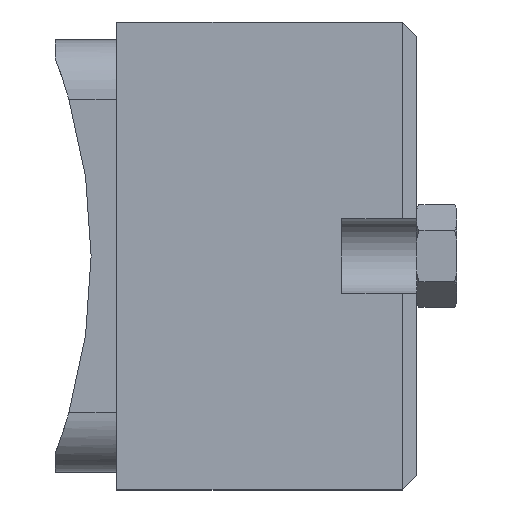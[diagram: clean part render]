
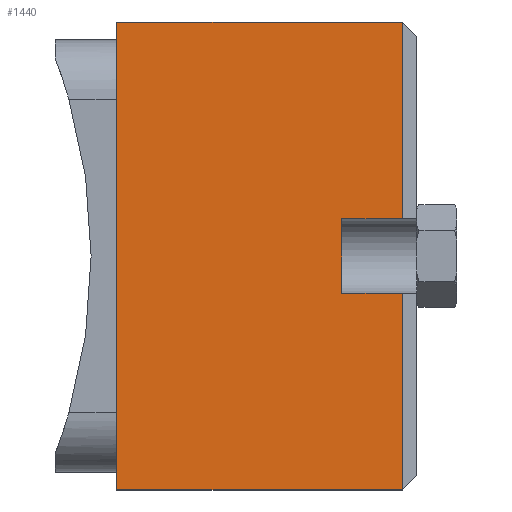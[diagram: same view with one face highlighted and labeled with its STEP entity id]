
A CAD part, left-side view. The second image highlights one B-rep face of the part: STEP entity #1440.
In plain terms, the highlighted face is planar.
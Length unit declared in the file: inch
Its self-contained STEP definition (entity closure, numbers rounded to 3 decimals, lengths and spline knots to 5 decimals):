
#24 = ORIENTED_EDGE ( 'NONE', *, *, #1911, .T. ) ;
#132 = CARTESIAN_POINT ( 'NONE',  ( 0.9845, 0.7, 0.0785 ) ) ;
#193 = ORIENTED_EDGE ( 'NONE', *, *, #3289, .T. ) ;
#273 = VECTOR ( 'NONE', #2993, 39.37008 ) ;
#274 = CARTESIAN_POINT ( 'NONE',  ( 0.9845, 0.573, 0. ) ) ;
#282 = DIRECTION ( 'NONE',  ( 0., 1., 0. ) ) ;
#291 = LINE ( 'NONE', #274, #2410 ) ;
#398 = VERTEX_POINT ( 'NONE', #1957 ) ;
#404 = PLANE ( 'NONE',  #1888 ) ;
#517 = EDGE_CURVE ( 'NONE', #3441, #975, #2334, .T. ) ;
#547 = CARTESIAN_POINT ( 'NONE',  ( 0.9845, 0.1, 0.492 ) ) ;
#584 = LINE ( 'NONE', #1889, #1511 ) ;
#622 = EDGE_LOOP ( 'NONE', ( #1030, #2815, #750, #24, #747, #1818, #193, #2286 ) ) ;
#747 = ORIENTED_EDGE ( 'NONE', *, *, #2654, .F. ) ;
#750 = ORIENTED_EDGE ( 'NONE', *, *, #3339, .T. ) ;
#768 = EDGE_CURVE ( 'NONE', #398, #3159, #291, .T. ) ;
#829 = CARTESIAN_POINT ( 'NONE',  ( 0.9845, 0.573, -0.0785 ) ) ;
#930 = CARTESIAN_POINT ( 'NONE',  ( 0.9845, 0.1, 0.492 ) ) ;
#967 = VECTOR ( 'NONE', #2581, 39.37008 ) ;
#975 = VERTEX_POINT ( 'NONE', #2540 ) ;
#1030 = ORIENTED_EDGE ( 'NONE', *, *, #3000, .F. ) ;
#1140 = CARTESIAN_POINT ( 'NONE',  ( 0.9845, 0.7, -0.492 ) ) ;
#1252 = CARTESIAN_POINT ( 'NONE',  ( 0.9845, 0.7, 0.492 ) ) ;
#1345 = LINE ( 'NONE', #2947, #1675 ) ;
#1440 = ADVANCED_FACE ( 'NONE', ( #2049 ), #404, .T. ) ;
#1506 = VERTEX_POINT ( 'NONE', #2451 ) ;
#1511 = VECTOR ( 'NONE', #282, 39.37008 ) ;
#1667 = DIRECTION ( 'NONE',  ( 0., 1., 0. ) ) ;
#1675 = VECTOR ( 'NONE', #2176, 39.37008 ) ;
#1704 = CARTESIAN_POINT ( 'NONE',  ( 0.9845, 0.573, 0.0785 ) ) ;
#1793 = DIRECTION ( 'NONE',  ( 0., 0., 1. ) ) ;
#1795 = LINE ( 'NONE', #930, #967 ) ;
#1817 = VECTOR ( 'NONE', #2862, 39.37008 ) ;
#1818 = ORIENTED_EDGE ( 'NONE', *, *, #768, .F. ) ;
#1881 = VERTEX_POINT ( 'NONE', #2475 ) ;
#1888 = AXIS2_PLACEMENT_3D ( 'NONE', #2628, #2346, #3142 ) ;
#1889 = CARTESIAN_POINT ( 'NONE',  ( 0.9845, 0.573, -0.0785 ) ) ;
#1899 = LINE ( 'NONE', #3248, #273 ) ;
#1911 = EDGE_CURVE ( 'NONE', #3225, #1881, #1899, .T. ) ;
#1957 = CARTESIAN_POINT ( 'NONE',  ( 0.9845, 0.573, 0.0785 ) ) ;
#1965 = LINE ( 'NONE', #3094, #1817 ) ;
#2049 = FACE_OUTER_BOUND ( 'NONE', #622, .T. ) ;
#2176 = DIRECTION ( 'NONE',  ( 0., 0., -1. ) ) ;
#2286 = ORIENTED_EDGE ( 'NONE', *, *, #517, .T. ) ;
#2334 = LINE ( 'NONE', #1252, #2706 ) ;
#2346 = DIRECTION ( 'NONE',  ( 1., 0., 0. ) ) ;
#2410 = VECTOR ( 'NONE', #3012, 39.37008 ) ;
#2451 = CARTESIAN_POINT ( 'NONE',  ( 0.9845, 0.1, -0.492 ) ) ;
#2475 = CARTESIAN_POINT ( 'NONE',  ( 0.9845, 0.7, -0.0785 ) ) ;
#2540 = CARTESIAN_POINT ( 'NONE',  ( 0.9845, 0.7, 0.492 ) ) ;
#2581 = DIRECTION ( 'NONE',  ( 0., 1., 0. ) ) ;
#2628 = CARTESIAN_POINT ( 'NONE',  ( 0.9845, 0.1, 0.492 ) ) ;
#2629 = VERTEX_POINT ( 'NONE', #547 ) ;
#2654 = EDGE_CURVE ( 'NONE', #3159, #1881, #584, .T. ) ;
#2675 = EDGE_CURVE ( 'NONE', #2629, #1506, #1345, .T. ) ;
#2706 = VECTOR ( 'NONE', #1793, 39.37008 ) ;
#2815 = ORIENTED_EDGE ( 'NONE', *, *, #2675, .T. ) ;
#2862 = DIRECTION ( 'NONE',  ( 0., 1., 0. ) ) ;
#2947 = CARTESIAN_POINT ( 'NONE',  ( 0.9845, 0.1, -0.492 ) ) ;
#2993 = DIRECTION ( 'NONE',  ( 0., 0., 1. ) ) ;
#3000 = EDGE_CURVE ( 'NONE', #2629, #975, #1795, .T. ) ;
#3012 = DIRECTION ( 'NONE',  ( 0., 0., -1. ) ) ;
#3094 = CARTESIAN_POINT ( 'NONE',  ( 0.9845, 0.1, -0.492 ) ) ;
#3142 = DIRECTION ( 'NONE',  ( 0., 0., -1. ) ) ;
#3159 = VERTEX_POINT ( 'NONE', #829 ) ;
#3225 = VERTEX_POINT ( 'NONE', #1140 ) ;
#3248 = CARTESIAN_POINT ( 'NONE',  ( 0.9845, 0.7, 0.492 ) ) ;
#3267 = LINE ( 'NONE', #1704, #3403 ) ;
#3289 = EDGE_CURVE ( 'NONE', #398, #3441, #3267, .T. ) ;
#3339 = EDGE_CURVE ( 'NONE', #1506, #3225, #1965, .T. ) ;
#3403 = VECTOR ( 'NONE', #1667, 39.37008 ) ;
#3441 = VERTEX_POINT ( 'NONE', #132 ) ;
